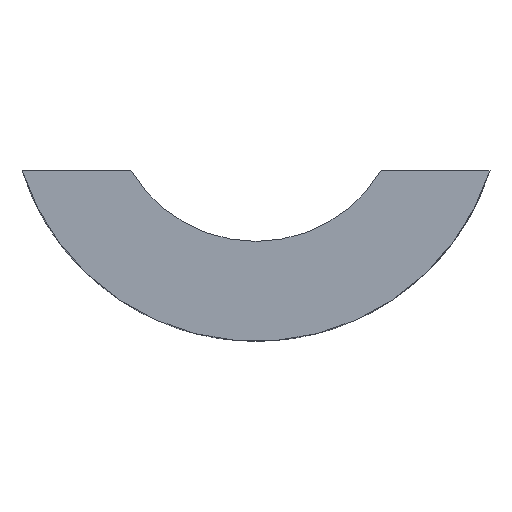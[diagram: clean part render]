
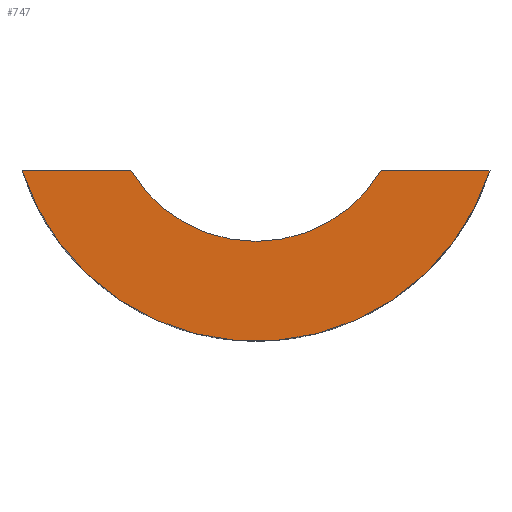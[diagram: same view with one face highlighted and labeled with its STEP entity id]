
A CAD part, top view. The second image highlights one B-rep face of the part: STEP entity #747.
In plain terms, the highlighted planar face has unit normal (0, 0, 1).
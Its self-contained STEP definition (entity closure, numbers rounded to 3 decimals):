
#7 = EDGE_CURVE ( 'NONE', #294, #709, #103, .T. ) ;
#20 = FACE_OUTER_BOUND ( 'NONE', #323, .T. ) ;
#51 = VERTEX_POINT ( 'NONE', #166 ) ;
#76 = CARTESIAN_POINT ( 'NONE',  ( -4.18, 3.74, 6. ) ) ;
#103 = CIRCLE ( 'NONE', #284, 27.05 ) ;
#113 = DIRECTION ( 'NONE',  ( -1., 0., 0. ) ) ;
#119 = DIRECTION ( 'NONE',  ( 0., 0., -1. ) ) ;
#140 = CARTESIAN_POINT ( 'NONE',  ( -16.174, 3.74, 6. ) ) ;
#166 = CARTESIAN_POINT ( 'NONE',  ( -43.709, 3.74, 6. ) ) ;
#183 = DIRECTION ( 'NONE',  ( 1., 0., 0. ) ) ;
#187 = PLANE ( 'NONE',  #734 ) ;
#199 = DIRECTION ( 'NONE',  ( 1., 0., 0. ) ) ;
#218 = ORIENTED_EDGE ( 'NONE', *, *, #518, .T. ) ;
#231 = EDGE_CURVE ( 'NONE', #709, #765, #730, .T. ) ;
#241 = CARTESIAN_POINT ( 'NONE',  ( -29.941, 11.99, 6. ) ) ;
#284 = AXIS2_PLACEMENT_3D ( 'NONE', #241, #713, #183 ) ;
#294 = VERTEX_POINT ( 'NONE', #487 ) ;
#296 = AXIS2_PLACEMENT_3D ( 'NONE', #586, #119, #357 ) ;
#323 = EDGE_LOOP ( 'NONE', ( #392, #481, #218, #388 ) ) ;
#354 = LINE ( 'NONE', #471, #390 ) ;
#357 = DIRECTION ( 'NONE',  ( 1., 0., 0. ) ) ;
#363 = CIRCLE ( 'NONE', #296, 16.05 ) ;
#374 = DIRECTION ( 'NONE',  ( -1., 0., 0. ) ) ;
#388 = ORIENTED_EDGE ( 'NONE', *, *, #418, .T. ) ;
#390 = VECTOR ( 'NONE', #113, 1000. ) ;
#392 = ORIENTED_EDGE ( 'NONE', *, *, #7, .T. ) ;
#418 = EDGE_CURVE ( 'NONE', #51, #294, #354, .T. ) ;
#454 = VECTOR ( 'NONE', #374, 1000. ) ;
#471 = CARTESIAN_POINT ( 'NONE',  ( -55.703, 3.74, 6. ) ) ;
#481 = ORIENTED_EDGE ( 'NONE', *, *, #231, .T. ) ;
#485 = CARTESIAN_POINT ( 'NONE',  ( -29.941, 11.99, 6. ) ) ;
#487 = CARTESIAN_POINT ( 'NONE',  ( -55.703, 3.74, 6. ) ) ;
#518 = EDGE_CURVE ( 'NONE', #765, #51, #363, .T. ) ;
#586 = CARTESIAN_POINT ( 'NONE',  ( -29.941, 11.99, 6. ) ) ;
#709 = VERTEX_POINT ( 'NONE', #76 ) ;
#713 = DIRECTION ( 'NONE',  ( 0., 0., 1. ) ) ;
#730 = LINE ( 'NONE', #140, #454 ) ;
#733 = DIRECTION ( 'NONE',  ( 0., 0., 1. ) ) ;
#734 = AXIS2_PLACEMENT_3D ( 'NONE', #485, #733, #199 ) ;
#738 = CARTESIAN_POINT ( 'NONE',  ( -16.174, 3.74, 6. ) ) ;
#747 = ADVANCED_FACE ( 'NONE', ( #20 ), #187, .T. ) ;
#765 = VERTEX_POINT ( 'NONE', #738 ) ;
